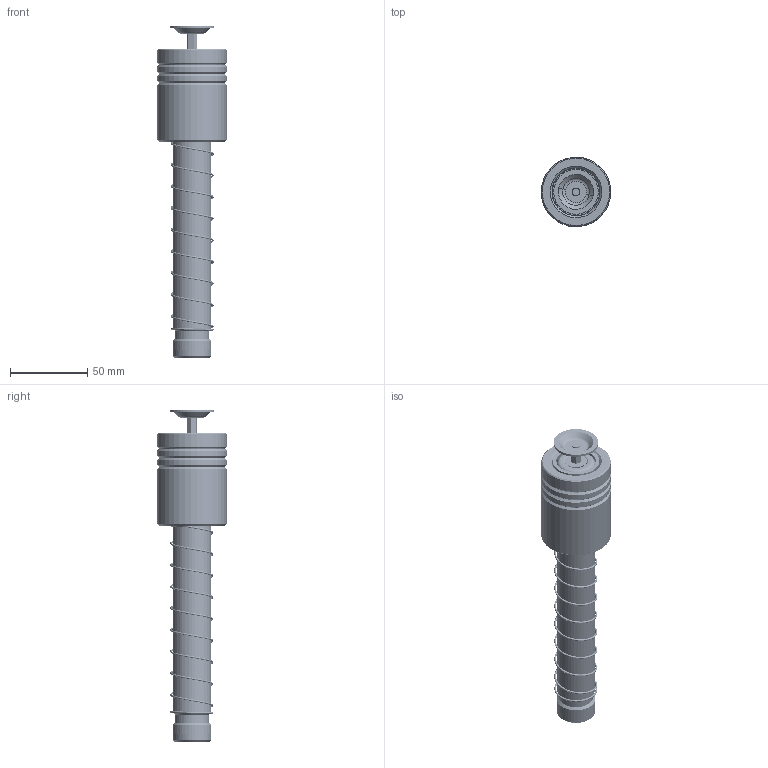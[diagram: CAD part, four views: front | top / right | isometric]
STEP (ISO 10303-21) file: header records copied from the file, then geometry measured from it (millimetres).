
FILE_DESCRIPTION (( 'STEP AP214' ), '1' );
FILE_NAME ('EMJH EMSH-D25-L200 (BL-60).STEP', '2021-09-20T03:11:49', ( '' ), ( '' ), 'SwSTEP 2.0', 'SolidWorks 2016', '' );
FILE_SCHEMA (( 'AUTOMOTIVE_DESIGN' ));
Length unit declared in the file: millimetre
Products named in the file (287): BALL-D3; HWP-D27.5-d25.5-L120; GTM-29; GTM-M12蹟簽; GTM-29郪蚾; GTM-3-縐种; MGM-D25-L200; BSH-30.5-25.5-L60; EMJH EMSH-D25-L200 (BL-60); TBB-D45-d31-L60; BSH-D30.5-25.5-L60郪蚾
Assembly tree (280 placements, depth 3):
  BALL-D3
  BALL-D3
  BALL-D3
  BALL-D3
  BALL-D3
Bounding box: 44.97 x 44.99 x 215 mm (x, y, z)
Volume: 158547.5 mm3; surface area: 64383.3 mm2
Topology: 273 solids, 273 shells, 1233 faces, 5254 edges, 3493 vertices
Faces by surface type: sphere 1064, cylinder 50, plane 41, cone 34, torus 22, bspline 22
Entity records: 55558 total; most frequent: CARTESIAN_POINT 32194, ORIENTED_EDGE 4102, DIRECTION 3490, EDGE_CURVE 2051, AXIS2_PLACEMENT_3D 1660, VERTEX_POINT 1345, EDGE_LOOP 1224, B_SPLINE_CURVE_WITH_KNOTS 1172
